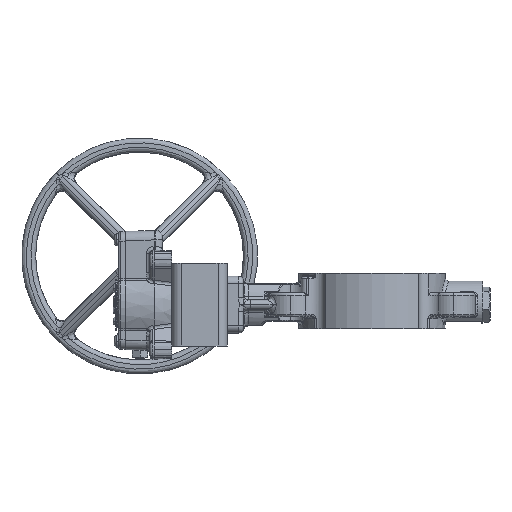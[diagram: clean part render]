
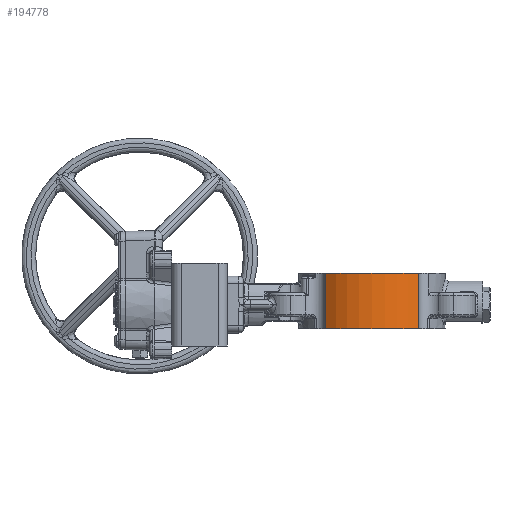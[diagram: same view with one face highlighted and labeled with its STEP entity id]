
A CAD part, left-side view. The second image highlights one B-rep face of the part: STEP entity #194778.
In plain terms, the highlighted cylindrical face has radius 62.25 mm (diameter 124.5 mm), a partial arc.
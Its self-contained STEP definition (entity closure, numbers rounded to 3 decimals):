
#4698 = VERTEX_POINT ( 'NONE', #15314 ) ;
#7182 = CARTESIAN_POINT ( 'NONE',  ( -48.137, 39.47, -20.5 ) ) ;
#15314 = CARTESIAN_POINT ( 'NONE',  ( -48.137, 39.47, 26.5 ) ) ;
#15550 = AXIS2_PLACEMENT_3D ( 'NONE', #72581, #166858, #94279 ) ;
#28689 = CARTESIAN_POINT ( 'NONE',  ( 0., 0., 26.5 ) ) ;
#37212 = LINE ( 'NONE', #57371, #102595 ) ;
#39160 = ORIENTED_EDGE ( 'NONE', *, *, #97329, .F. ) ;
#41524 = AXIS2_PLACEMENT_3D ( 'NONE', #45496, #165978, #144339 ) ;
#45496 = CARTESIAN_POINT ( 'NONE',  ( 0., 0., -20.5 ) ) ;
#53111 = EDGE_CURVE ( 'NONE', #95438, #258175, #71325, .T. ) ;
#57371 = CARTESIAN_POINT ( 'NONE',  ( -48.137, 39.47, 2.5 ) ) ;
#64637 = CARTESIAN_POINT ( 'NONE',  ( -48.137, -39.47, -20.5 ) ) ;
#71325 = CIRCLE ( 'NONE', #41524, 62.25 ) ;
#72581 = CARTESIAN_POINT ( 'NONE',  ( 0., 0., -24. ) ) ;
#92771 = FACE_OUTER_BOUND ( 'NONE', #242114, .T. ) ;
#94279 = DIRECTION ( 'NONE',  ( 1., 0., 0. ) ) ;
#95438 = VERTEX_POINT ( 'NONE', #7182 ) ;
#97329 = EDGE_CURVE ( 'NONE', #229204, #258175, #151230, .T. ) ;
#102595 = VECTOR ( 'NONE', #131576, 1000. ) ;
#113247 = AXIS2_PLACEMENT_3D ( 'NONE', #28689, #123011, #217142 ) ;
#120257 = VECTOR ( 'NONE', #148207, 1000. ) ;
#123011 = DIRECTION ( 'NONE',  ( 0., 0., -1. ) ) ;
#131576 = DIRECTION ( 'NONE',  ( 0., 0., 1. ) ) ;
#144339 = DIRECTION ( 'NONE',  ( -1., 0., 0. ) ) ;
#148207 = DIRECTION ( 'NONE',  ( 0., 0., -1. ) ) ;
#151230 = LINE ( 'NONE', #245365, #120257 ) ;
#165978 = DIRECTION ( 'NONE',  ( 0., 0., 1. ) ) ;
#166858 = DIRECTION ( 'NONE',  ( 0., 0., 1. ) ) ;
#179982 = ORIENTED_EDGE ( 'NONE', *, *, #53111, .T. ) ;
#194778 = ADVANCED_FACE ( 'NONE', ( #92771 ), #207093, .T. ) ;
#207093 = CYLINDRICAL_SURFACE ( 'NONE', #15550, 62.25 ) ;
#217142 = DIRECTION ( 'NONE',  ( 1., 0., 0. ) ) ;
#229204 = VERTEX_POINT ( 'NONE', #251081 ) ;
#242114 = EDGE_LOOP ( 'NONE', ( #262076, #179982, #39160, #271434 ) ) ;
#245365 = CARTESIAN_POINT ( 'NONE',  ( -48.137, -39.47, 2.5 ) ) ;
#246539 = CIRCLE ( 'NONE', #113247, 62.25 ) ;
#251081 = CARTESIAN_POINT ( 'NONE',  ( -48.137, -39.47, 26.5 ) ) ;
#258175 = VERTEX_POINT ( 'NONE', #64637 ) ;
#262076 = ORIENTED_EDGE ( 'NONE', *, *, #267007, .F. ) ;
#267007 = EDGE_CURVE ( 'NONE', #95438, #4698, #37212, .T. ) ;
#271434 = ORIENTED_EDGE ( 'NONE', *, *, #283359, .T. ) ;
#283359 = EDGE_CURVE ( 'NONE', #229204, #4698, #246539, .T. ) ;
